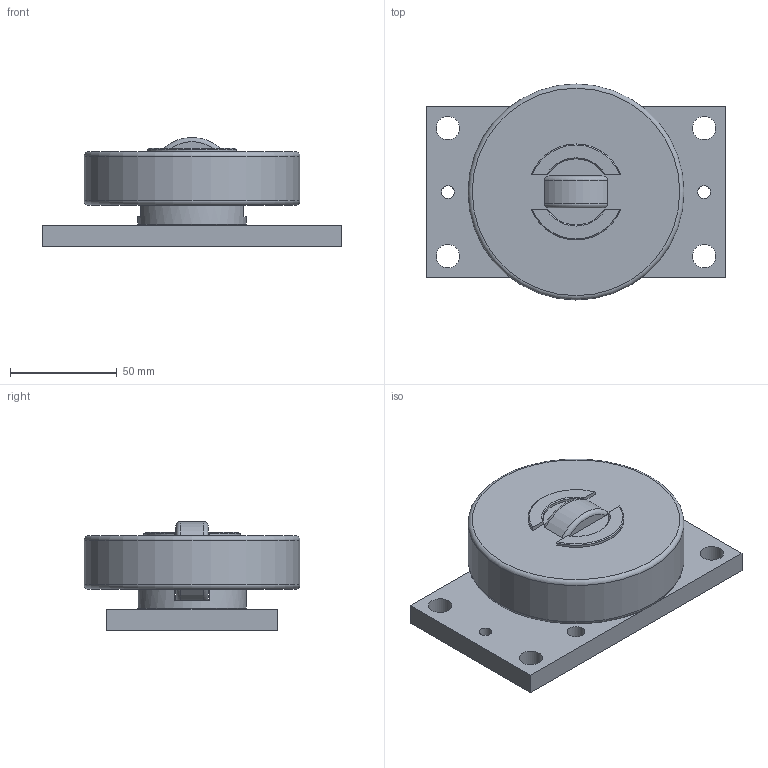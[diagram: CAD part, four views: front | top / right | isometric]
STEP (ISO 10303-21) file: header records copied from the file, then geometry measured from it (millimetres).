
FILE_DESCRIPTION(/* description */ ('-','CAx-IF Rec.Pracs.---Representation and Presentation of Product Manufacturing Information (PMI)---4.0---2014-10-13'),/* implementation_level */ '2;1');
FILE_NAME(/* name */ '9f901af2-ae35-4ffc-9ea8-2d6b5c62f9de.stp',/* time_stamp */ '2020-04-01T16:04:18+02:00',/* author */ ('-'),/* organization */ ('NTI CADcenter A/S'),/* preprocessor_version */ 'ST-DEVELOPER v18',/* originating_system */ 'Autodesk Inventor 2020',/* authorisation */ '-');
FILE_SCHEMA (('AP242_MANAGED_MODEL_BASED_3D_ENGINEERING_MIM_LF { 1 0 10303 442 1 1 4 }'));
Length unit declared in the file: millimetre
Products named in the file (1): AS 100.0200 BR1100_Kontur
Bounding box: 140 x 101.2 x 51 mm (x, y, z)
Volume: 312993.1 mm3; surface area: 52674.4 mm2
Topology: 1 solids, 1 shells, 60 faces, 175 edges, 122 vertices
Faces by surface type: plane 27, cylinder 21, torus 6, cone 6
Full cylindrical faces by diameter (mm): 6 x2, 8.376 x4, 11 x4, 31 x1, 51 x1, 101.2 x1
Entity records: 2188 total; most frequent: CARTESIAN_POINT 446, DIRECTION 365, ORIENTED_EDGE 350, EDGE_CURVE 175, AXIS2_PLACEMENT_3D 145, VERTEX_POINT 122, EDGE_LOOP 89, CIRCLE 84
